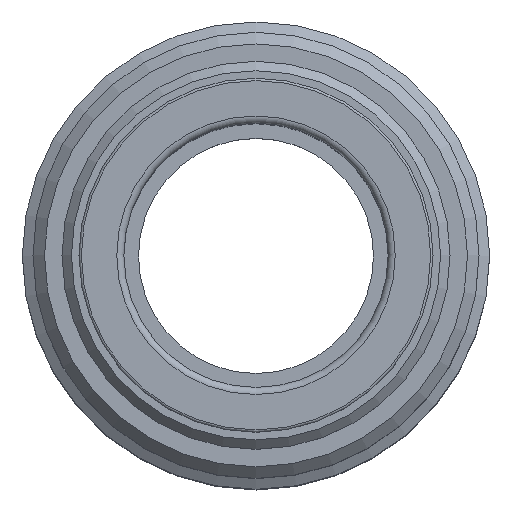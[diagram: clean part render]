
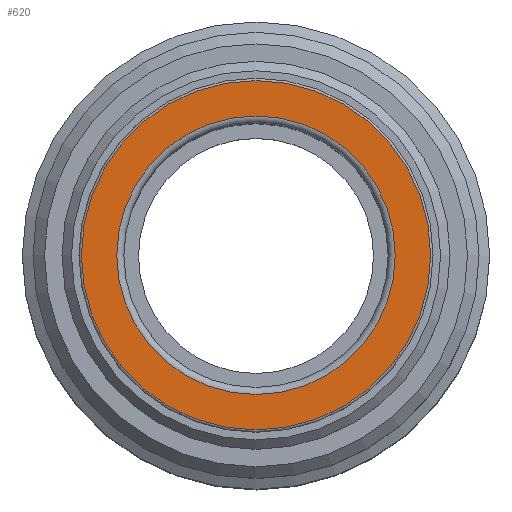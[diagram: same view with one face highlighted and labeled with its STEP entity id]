
A CAD part, top view. The second image highlights one B-rep face of the part: STEP entity #620.
In plain terms, the highlighted planar face has unit normal (0, 0, 1).
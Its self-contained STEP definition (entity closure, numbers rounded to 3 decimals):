
#62=ORIENTED_EDGE('',*,*,#182,.F.);
#63=ORIENTED_EDGE('',*,*,#183,.T.);
#182=EDGE_CURVE('',#242,#242,#302,.T.);
#183=EDGE_CURVE('',#243,#243,#303,.T.);
#242=VERTEX_POINT('',#1058);
#243=VERTEX_POINT('',#1060);
#302=CIRCLE('',#694,18.5);
#303=CIRCLE('',#695,14.75);
#362=EDGE_LOOP('',(#62));
#363=EDGE_LOOP('',(#63));
#482=FACE_BOUND('',#362,.T.);
#483=FACE_BOUND('',#363,.T.);
#602=PLANE('',#693);
#620=ADVANCED_FACE('',(#482,#483),#602,.F.);
#693=AXIS2_PLACEMENT_3D('',#1056,#815,#816);
#694=AXIS2_PLACEMENT_3D('',#1057,#817,#818);
#695=AXIS2_PLACEMENT_3D('',#1059,#819,#820);
#815=DIRECTION('',(0.,0.,-1.));
#816=DIRECTION('',(-1.,0.,0.));
#817=DIRECTION('',(0.,0.,-1.));
#818=DIRECTION('',(-1.,0.,0.));
#819=DIRECTION('',(0.,0.,-1.));
#820=DIRECTION('',(-1.,0.,0.));
#1056=CARTESIAN_POINT('',(0.,0.,45.5));
#1057=CARTESIAN_POINT('',(0.,0.,45.5));
#1058=CARTESIAN_POINT('',(-18.5,0.,45.5));
#1059=CARTESIAN_POINT('',(0.,0.,45.5));
#1060=CARTESIAN_POINT('',(-14.75,0.,45.5));
